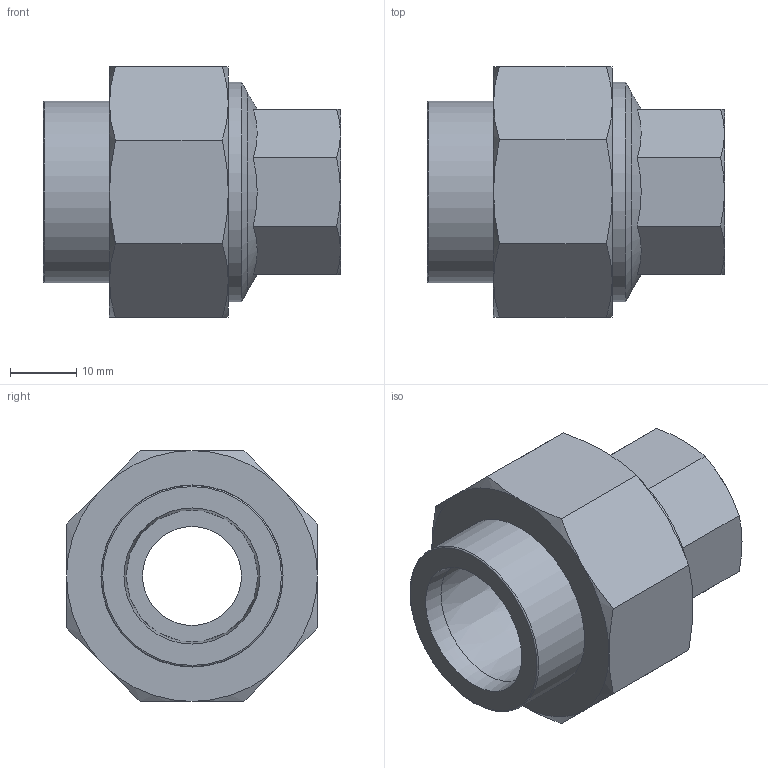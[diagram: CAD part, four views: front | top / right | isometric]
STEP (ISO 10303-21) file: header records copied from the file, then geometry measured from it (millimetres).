
FILE_DESCRIPTION(('Beschreibung'),'1');
FILE_NAME('621.54.02_20_-1_2.STP', '2014-09-15T07:35:19',('Author'), ('Organization'), 'KCM Version 1.1.794.0', 'Kubotek KeyCreator', 'Authorization');
FILE_SCHEMA(('CONFIG_CONTROL_DESIGN'));
Length unit declared in the file: millimetre
Bounding box: 45 x 38 x 38 mm (x, y, z)
Volume: 24592.9 mm3; surface area: 21131 mm2
Topology: 7 solids, 7 shells, 83 faces, 263 edges, 274 vertices
Faces by surface type: plane 33, cone 30, cylinder 17, torus 3
Full cylindrical faces by diameter (mm): 15 x1, 18.63 x2, 20 x1, 20.96 x2, 22 x1, 27.5 x1, 27.6 x1, 30 x1, 30.1 x1, 30.29 x3, 33.25 x3
Entity records: 2708 total; most frequent: CARTESIAN_POINT 588, DIRECTION 433, ORIENTED_EDGE 370, EDGE_CURVE 185, AXIS2_PLACEMENT_3D 156, VECTOR 121, LINE 121, VERTEX_POINT 119
